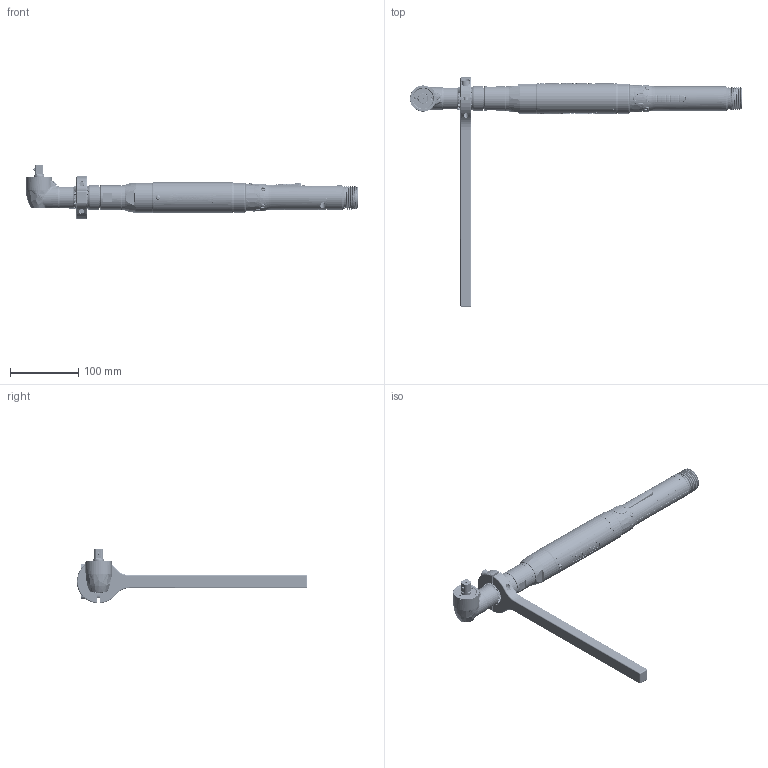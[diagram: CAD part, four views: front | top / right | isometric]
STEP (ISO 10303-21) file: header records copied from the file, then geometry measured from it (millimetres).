
FILE_DESCRIPTION((''),'2;1');
FILE_NAME('EB33LA19-60-SW','2019-09-26T14:39:01',('ZLC1117'),(''),'CREO PARAMETRIC BY PTC INC, 2017380','CREO PARAMETRIC BY PTC INC, 2017380','');
FILE_SCHEMA(('CONFIG_CONTROL_DESIGN'));
Products named in the file (1): EB33LA19-60-SW
Bounding box: 485.17 x 336.55 x 79.94 mm (x, y, z)
Volume: 377209.6 mm3; surface area: 250840.8 mm2
Topology: 9 solids, 9 shells, 5393 faces, 15269 edges, 9715 vertices
Faces by surface type: plane 2042, cylinder 1406, bspline 874, cone 528, torus 256, extrusion 163, sphere 124
Entity records: 378124 total; most frequent: CARTESIAN_POINT 249365, ORIENTED_EDGE 30514, DIRECTION 21944, EDGE_CURVE 15257, VERTEX_POINT 9715, AXIS2_PLACEMENT_3D 7887, VECTOR 6170, LINE 6007
